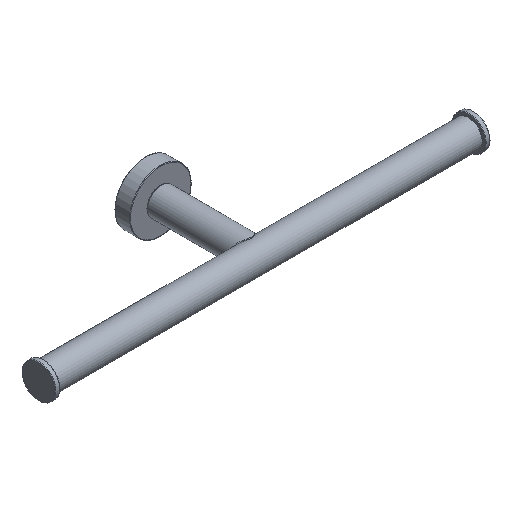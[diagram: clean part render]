
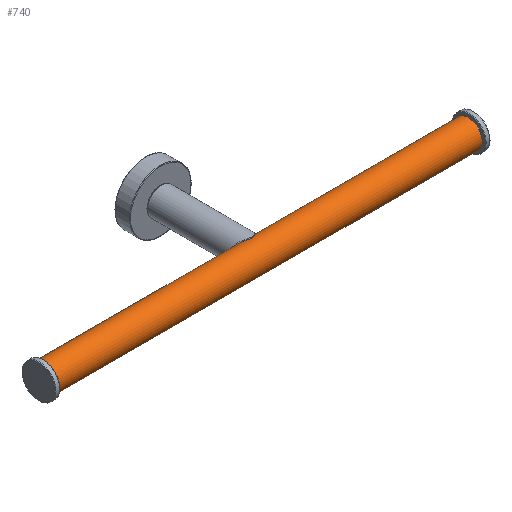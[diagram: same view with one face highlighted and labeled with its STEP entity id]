
A CAD part, isometric view. The second image highlights one B-rep face of the part: STEP entity #740.
In plain terms, the highlighted cylindrical face has radius 9 mm (diameter 18 mm), a full revolution.
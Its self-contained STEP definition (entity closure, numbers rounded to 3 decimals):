
#115=B_SPLINE_CURVE_WITH_KNOTS('',3,(#3401,#3402,#3403,#3404,#3405,#3406,
#3407,#3408,#3409,#3410,#3411,#3412,#3413,#3414,#3415,#3416,#3417,#3418,
#3419,#3420,#3421,#3422,#3423,#3424,#3425,#3426,#3427,#3428,#3429,#3430,
#3431,#3432,#3433,#3434,#3435,#3436,#3437),.UNSPECIFIED.,.F.,.F.,(4,1,1,
1,1,1,1,1,1,1,1,1,1,1,1,1,1,1,1,1,1,1,1,1,1,1,1,1,1,1,1,1,1,1,4),(0.,0.063,
0.125,0.156,0.172,0.188,0.203,0.219,0.25,0.281,0.297,0.313,
0.328,0.344,0.375,0.406,0.438,0.5,0.563,0.594,0.625,0.656,
0.672,0.688,0.703,0.719,0.75,0.781,0.797,0.813,0.828,
0.844,0.875,0.938,1.),.UNSPECIFIED.);
#116=B_SPLINE_CURVE_WITH_KNOTS('',3,(#3440,#3441,#3442,#3443,#3444,#3445,
#3446,#3447,#3448,#3449,#3450,#3451,#3452,#3453,#3454,#3455,#3456,#3457,
#3458,#3459,#3460,#3461,#3462,#3463,#3464,#3465,#3466,#3467,#3468,#3469,
#3470,#3471,#3472,#3473,#3474,#3475,#3476),.UNSPECIFIED.,.F.,.F.,(4,1,1,
1,1,1,1,1,1,1,1,1,1,1,1,1,1,1,1,1,1,1,1,1,1,1,1,1,1,1,1,1,1,1,4),(0.,0.063,
0.125,0.156,0.172,0.188,0.203,0.219,0.25,0.281,0.297,0.313,
0.328,0.344,0.375,0.406,0.438,0.5,0.563,0.594,0.625,0.656,
0.672,0.688,0.703,0.719,0.75,0.781,0.797,0.813,0.828,
0.844,0.875,0.938,1.),.UNSPECIFIED.);
#271=ORIENTED_EDGE('',*,*,#388,.T.);
#272=ORIENTED_EDGE('',*,*,#389,.T.);
#273=ORIENTED_EDGE('',*,*,#386,.F.);
#274=ORIENTED_EDGE('',*,*,#387,.T.);
#386=EDGE_CURVE('',#461,#462,#115,.T.);
#387=EDGE_CURVE('',#461,#462,#116,.F.);
#388=EDGE_CURVE('',#463,#463,#506,.T.);
#389=EDGE_CURVE('',#464,#464,#507,.F.);
#461=VERTEX_POINT('',#3438);
#462=VERTEX_POINT('',#3439);
#463=VERTEX_POINT('',#3479);
#464=VERTEX_POINT('',#3481);
#506=CIRCLE('',#885,9.);
#507=CIRCLE('',#886,9.);
#572=EDGE_LOOP('',(#271));
#573=EDGE_LOOP('',(#272));
#574=EDGE_LOOP('',(#273,#274));
#659=FACE_BOUND('',#572,.T.);
#660=FACE_BOUND('',#573,.T.);
#661=FACE_BOUND('',#574,.T.);
#699=CYLINDRICAL_SURFACE('',#884,9.);
#740=ADVANCED_FACE('',(#659,#660,#661),#699,.T.);
#884=AXIS2_PLACEMENT_3D('',#3477,#1026,#1027);
#885=AXIS2_PLACEMENT_3D('',#3478,#1028,#1029);
#886=AXIS2_PLACEMENT_3D('',#3480,#1030,#1031);
#1026=DIRECTION('',(0.,0.,1.));
#1027=DIRECTION('',(0.,-1.,0.));
#1028=DIRECTION('',(0.,0.,-1.));
#1029=DIRECTION('',(0.,1.,0.));
#1030=DIRECTION('',(0.,0.,-1.));
#1031=DIRECTION('',(-1.,0.,0.));
#3401=CARTESIAN_POINT('',(-1709.02,-1578.055,-918.089));
#3402=CARTESIAN_POINT('',(-1709.02,-1578.055,-917.904));
#3403=CARTESIAN_POINT('',(-1709.032,-1578.025,-917.529));
#3404=CARTESIAN_POINT('',(-1709.085,-1577.867,-917.011));
#3405=CARTESIAN_POINT('',(-1709.128,-1577.731,-916.727));
#3406=CARTESIAN_POINT('',(-1709.157,-1577.635,-916.554));
#3407=CARTESIAN_POINT('',(-1709.187,-1577.534,-916.397));
#3408=CARTESIAN_POINT('',(-1709.199,-1577.492,-916.338));
#3409=CARTESIAN_POINT('',(-1709.229,-1577.385,-916.194));
#3410=CARTESIAN_POINT('',(-1709.282,-1577.178,-915.958));
#3411=CARTESIAN_POINT('',(-1709.33,-1576.967,-915.773));
#3412=CARTESIAN_POINT('',(-1709.36,-1576.819,-915.662));
#3413=CARTESIAN_POINT('',(-1709.375,-1576.745,-915.609));
#3414=CARTESIAN_POINT('',(-1709.403,-1576.594,-915.512));
#3415=CARTESIAN_POINT('',(-1709.431,-1576.42,-915.415));
#3416=CARTESIAN_POINT('',(-1709.461,-1576.217,-915.318));
#3417=CARTESIAN_POINT('',(-1709.495,-1575.917,-915.21));
#3418=CARTESIAN_POINT('',(-1709.525,-1575.531,-915.116));
#3419=CARTESIAN_POINT('',(-1709.541,-1575.055,-915.071));
#3420=CARTESIAN_POINT('',(-1709.525,-1574.58,-915.116));
#3421=CARTESIAN_POINT('',(-1709.495,-1574.194,-915.21));
#3422=CARTESIAN_POINT('',(-1709.461,-1573.894,-915.318));
#3423=CARTESIAN_POINT('',(-1709.431,-1573.691,-915.415));
#3424=CARTESIAN_POINT('',(-1709.403,-1573.517,-915.512));
#3425=CARTESIAN_POINT('',(-1709.375,-1573.366,-915.609));
#3426=CARTESIAN_POINT('',(-1709.36,-1573.292,-915.662));
#3427=CARTESIAN_POINT('',(-1709.33,-1573.144,-915.773));
#3428=CARTESIAN_POINT('',(-1709.282,-1572.933,-915.958));
#3429=CARTESIAN_POINT('',(-1709.229,-1572.726,-916.194));
#3430=CARTESIAN_POINT('',(-1709.199,-1572.619,-916.338));
#3431=CARTESIAN_POINT('',(-1709.187,-1572.577,-916.397));
#3432=CARTESIAN_POINT('',(-1709.157,-1572.476,-916.554));
#3433=CARTESIAN_POINT('',(-1709.128,-1572.38,-916.727));
#3434=CARTESIAN_POINT('',(-1709.085,-1572.244,-917.011));
#3435=CARTESIAN_POINT('',(-1709.032,-1572.086,-917.529));
#3436=CARTESIAN_POINT('',(-1709.02,-1572.055,-917.904));
#3437=CARTESIAN_POINT('',(-1709.02,-1572.055,-918.089));
#3438=CARTESIAN_POINT('',(-1709.02,-1578.055,-918.089));
#3439=CARTESIAN_POINT('',(-1709.02,-1572.055,-918.089));
#3440=CARTESIAN_POINT('',(-1709.02,-1572.055,-918.089));
#3441=CARTESIAN_POINT('',(-1709.02,-1572.055,-918.274));
#3442=CARTESIAN_POINT('',(-1709.032,-1572.086,-918.649));
#3443=CARTESIAN_POINT('',(-1709.085,-1572.244,-919.167));
#3444=CARTESIAN_POINT('',(-1709.128,-1572.38,-919.452));
#3445=CARTESIAN_POINT('',(-1709.157,-1572.476,-919.625));
#3446=CARTESIAN_POINT('',(-1709.187,-1572.577,-919.782));
#3447=CARTESIAN_POINT('',(-1709.199,-1572.619,-919.841));
#3448=CARTESIAN_POINT('',(-1709.229,-1572.726,-919.985));
#3449=CARTESIAN_POINT('',(-1709.282,-1572.933,-920.22));
#3450=CARTESIAN_POINT('',(-1709.33,-1573.144,-920.405));
#3451=CARTESIAN_POINT('',(-1709.36,-1573.292,-920.517));
#3452=CARTESIAN_POINT('',(-1709.375,-1573.366,-920.57));
#3453=CARTESIAN_POINT('',(-1709.403,-1573.517,-920.667));
#3454=CARTESIAN_POINT('',(-1709.431,-1573.69,-920.763));
#3455=CARTESIAN_POINT('',(-1709.461,-1573.894,-920.861));
#3456=CARTESIAN_POINT('',(-1709.495,-1574.194,-920.969));
#3457=CARTESIAN_POINT('',(-1709.525,-1574.579,-921.062));
#3458=CARTESIAN_POINT('',(-1709.541,-1575.055,-921.107));
#3459=CARTESIAN_POINT('',(-1709.525,-1575.531,-921.062));
#3460=CARTESIAN_POINT('',(-1709.495,-1575.917,-920.969));
#3461=CARTESIAN_POINT('',(-1709.461,-1576.217,-920.861));
#3462=CARTESIAN_POINT('',(-1709.431,-1576.42,-920.763));
#3463=CARTESIAN_POINT('',(-1709.403,-1576.594,-920.667));
#3464=CARTESIAN_POINT('',(-1709.375,-1576.745,-920.57));
#3465=CARTESIAN_POINT('',(-1709.36,-1576.819,-920.517));
#3466=CARTESIAN_POINT('',(-1709.33,-1576.967,-920.405));
#3467=CARTESIAN_POINT('',(-1709.282,-1577.178,-920.22));
#3468=CARTESIAN_POINT('',(-1709.229,-1577.385,-919.985));
#3469=CARTESIAN_POINT('',(-1709.199,-1577.492,-919.841));
#3470=CARTESIAN_POINT('',(-1709.187,-1577.534,-919.782));
#3471=CARTESIAN_POINT('',(-1709.157,-1577.635,-919.625));
#3472=CARTESIAN_POINT('',(-1709.128,-1577.731,-919.452));
#3473=CARTESIAN_POINT('',(-1709.085,-1577.867,-919.167));
#3474=CARTESIAN_POINT('',(-1709.032,-1578.025,-918.649));
#3475=CARTESIAN_POINT('',(-1709.02,-1578.055,-918.274));
#3476=CARTESIAN_POINT('',(-1709.02,-1578.055,-918.089));
#3477=CARTESIAN_POINT('',(-1700.535,-1575.055,-918.089));
#3478=CARTESIAN_POINT('',(-1700.535,-1575.055,-779.889));
#3479=CARTESIAN_POINT('',(-1700.535,-1566.055,-779.889));
#3480=CARTESIAN_POINT('',(-1700.535,-1575.055,-1056.289));
#3481=CARTESIAN_POINT('',(-1709.535,-1575.055,-1056.289));
